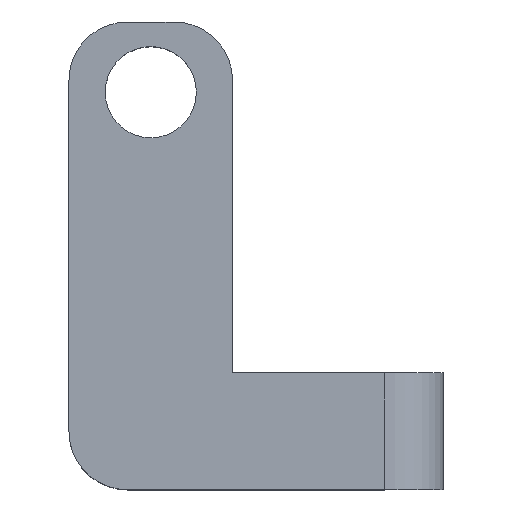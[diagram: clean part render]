
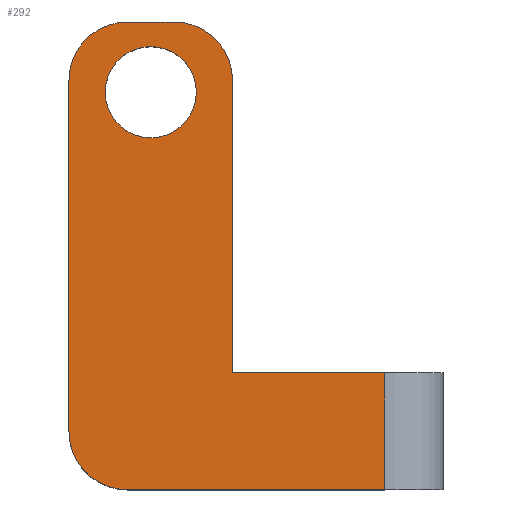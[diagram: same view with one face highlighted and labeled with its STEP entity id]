
A CAD part, top view. The second image highlights one B-rep face of the part: STEP entity #292.
In plain terms, the highlighted planar face has unit normal (0, 0, 1).
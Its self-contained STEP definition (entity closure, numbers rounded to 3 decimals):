
#18=FACE_BOUND('',#51,.T.);
#22=PLANE('',#337);
#32=FACE_OUTER_BOUND('',#50,.T.);
#50=EDGE_LOOP('',(#224,#225,#226,#227,#228,#229,#230,#231,#232));
#51=EDGE_LOOP('',(#233));
#68=LINE('',#464,#94);
#74=LINE('',#487,#100);
#76=LINE('',#491,#102);
#77=LINE('',#493,#103);
#78=LINE('',#497,#104);
#79=LINE('',#500,#105);
#94=VECTOR('',#373,10.);
#100=VECTOR('',#393,10.);
#102=VECTOR('',#397,10.);
#103=VECTOR('',#398,10.);
#104=VECTOR('',#401,10.);
#105=VECTOR('',#404,10.);
#116=CIRCLE('',#325,2.5);
#125=CIRCLE('',#338,2.5);
#126=CIRCLE('',#339,2.5);
#127=CIRCLE('',#340,1.95);
#131=VERTEX_POINT('',#447);
#132=VERTEX_POINT('',#448);
#138=VERTEX_POINT('',#462);
#148=VERTEX_POINT('',#485);
#149=VERTEX_POINT('',#490);
#150=VERTEX_POINT('',#492);
#151=VERTEX_POINT('',#494);
#152=VERTEX_POINT('',#496);
#153=VERTEX_POINT('',#498);
#154=VERTEX_POINT('',#501);
#158=EDGE_CURVE('',#131,#132,#116,.T.);
#166=EDGE_CURVE('',#131,#138,#68,.T.);
#177=EDGE_CURVE('',#148,#138,#74,.T.);
#179=EDGE_CURVE('',#148,#149,#76,.T.);
#180=EDGE_CURVE('',#149,#150,#77,.T.);
#181=EDGE_CURVE('',#151,#150,#125,.T.);
#182=EDGE_CURVE('',#151,#152,#78,.T.);
#183=EDGE_CURVE('',#153,#152,#126,.T.);
#184=EDGE_CURVE('',#153,#132,#79,.T.);
#185=EDGE_CURVE('',#154,#154,#127,.T.);
#224=ORIENTED_EDGE('',*,*,#158,.F.);
#225=ORIENTED_EDGE('',*,*,#166,.T.);
#226=ORIENTED_EDGE('',*,*,#177,.F.);
#227=ORIENTED_EDGE('',*,*,#179,.T.);
#228=ORIENTED_EDGE('',*,*,#180,.T.);
#229=ORIENTED_EDGE('',*,*,#181,.F.);
#230=ORIENTED_EDGE('',*,*,#182,.T.);
#231=ORIENTED_EDGE('',*,*,#183,.F.);
#232=ORIENTED_EDGE('',*,*,#184,.T.);
#233=ORIENTED_EDGE('',*,*,#185,.T.);
#292=ADVANCED_FACE('',(#32,#18),#22,.T.);
#325=AXIS2_PLACEMENT_3D('',#449,#359,#360);
#337=AXIS2_PLACEMENT_3D('',#489,#395,#396);
#338=AXIS2_PLACEMENT_3D('',#495,#399,#400);
#339=AXIS2_PLACEMENT_3D('',#499,#402,#403);
#340=AXIS2_PLACEMENT_3D('',#502,#405,#406);
#359=DIRECTION('center_axis',(0.,0.,-1.));
#360=DIRECTION('ref_axis',(-0.707,-0.707,0.));
#373=DIRECTION('',(1.,0.,0.));
#393=DIRECTION('',(0.,-1.,0.));
#395=DIRECTION('center_axis',(0.,0.,1.));
#396=DIRECTION('ref_axis',(1.,0.,0.));
#397=DIRECTION('',(-1.,0.,0.));
#398=DIRECTION('',(0.,1.,0.));
#399=DIRECTION('center_axis',(0.,0.,-1.));
#400=DIRECTION('ref_axis',(0.707,0.707,0.));
#401=DIRECTION('',(-1.,0.,0.));
#402=DIRECTION('center_axis',(0.,0.,-1.));
#403=DIRECTION('ref_axis',(-0.707,0.707,0.));
#404=DIRECTION('',(0.,-1.,0.));
#405=DIRECTION('center_axis',(0.,0.,-1.));
#406=DIRECTION('ref_axis',(-1.,0.,0.));
#447=CARTESIAN_POINT('',(-4.5,-5.,3.5));
#448=CARTESIAN_POINT('',(-7.,-2.5,3.5));
#449=CARTESIAN_POINT('Origin',(-4.5,-2.5,3.5));
#462=CARTESIAN_POINT('',(6.5,-5.,3.5));
#464=CARTESIAN_POINT('',(-7.,-5.,3.5));
#485=CARTESIAN_POINT('',(6.5,0.,3.5));
#487=CARTESIAN_POINT('',(6.5,0.,3.5));
#489=CARTESIAN_POINT('Origin',(1.,5.,3.5));
#490=CARTESIAN_POINT('',(0.,0.,3.5));
#491=CARTESIAN_POINT('',(9.,0.,3.5));
#492=CARTESIAN_POINT('',(0.,12.5,3.5));
#493=CARTESIAN_POINT('',(0.,0.,3.5));
#494=CARTESIAN_POINT('',(-2.5,15.,3.5));
#495=CARTESIAN_POINT('Origin',(-2.5,12.5,3.5));
#496=CARTESIAN_POINT('',(-4.5,15.,3.5));
#497=CARTESIAN_POINT('',(0.,15.,3.5));
#498=CARTESIAN_POINT('',(-7.,12.5,3.5));
#499=CARTESIAN_POINT('Origin',(-4.5,12.5,3.5));
#500=CARTESIAN_POINT('',(-7.,15.,3.5));
#501=CARTESIAN_POINT('',(-1.55,12.,3.5));
#502=CARTESIAN_POINT('Origin',(-3.5,12.,3.5));
